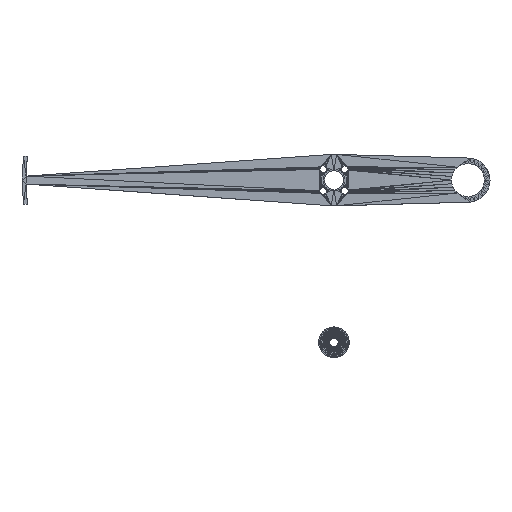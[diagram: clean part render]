
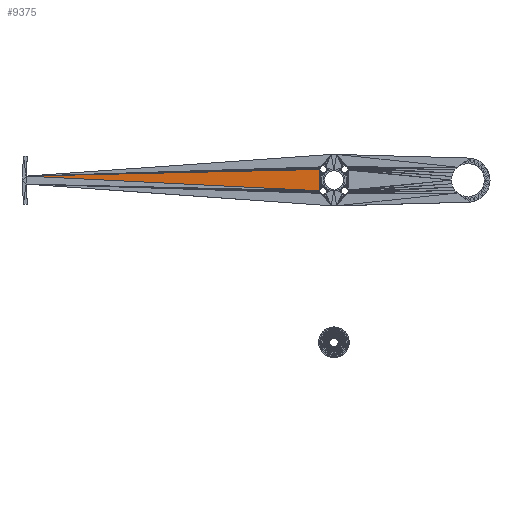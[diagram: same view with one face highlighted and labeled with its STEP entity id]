
A CAD part, top view. The second image highlights one B-rep face of the part: STEP entity #9375.
In plain terms, the highlighted planar face has unit normal (0, 0, 1).
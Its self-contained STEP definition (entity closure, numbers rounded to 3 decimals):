
#200 = VERTEX_POINT('',#201);
#201 = CARTESIAN_POINT('',(-160.969,2.088,14.));
#8945 = VERTEX_POINT('',#8946);
#8946 = CARTESIAN_POINT('',(-7.404,5.565,14.));
#8968 = EDGE_CURVE('',#8945,#8969,#8971,.T.);
#8969 = VERTEX_POINT('',#8970);
#8970 = CARTESIAN_POINT('',(-7.404,-5.565,14.));
#8971 = LINE('',#8972,#8973);
#8972 = CARTESIAN_POINT('',(-7.404,5.565,14.));
#8973 = VECTOR('',#8974,1.);
#8974 = DIRECTION('',(0.,-1.,0.));
#9375 = ADVANCED_FACE('',(#9376),#9391,.T.);
#9376 = FACE_BOUND('',#9377,.T.);
#9377 = EDGE_LOOP('',(#9378,#9384,#9390));
#9378 = ORIENTED_EDGE('',*,*,#9379,.T.);
#9379 = EDGE_CURVE('',#8945,#200,#9380,.T.);
#9380 = LINE('',#9381,#9382);
#9381 = CARTESIAN_POINT('',(-7.404,5.565,14.));
#9382 = VECTOR('',#9383,1.);
#9383 = DIRECTION('',(-1.,-0.023,0.));
#9384 = ORIENTED_EDGE('',*,*,#9385,.T.);
#9385 = EDGE_CURVE('',#200,#8969,#9386,.T.);
#9386 = LINE('',#9387,#9388);
#9387 = CARTESIAN_POINT('',(-160.969,2.088,14.));
#9388 = VECTOR('',#9389,1.);
#9389 = DIRECTION('',(0.999,-0.05,0.));
#9390 = ORIENTED_EDGE('',*,*,#8968,.F.);
#9391 = PLANE('',#9392);
#9392 = AXIS2_PLACEMENT_3D('',#9393,#9394,#9395);
#9393 = CARTESIAN_POINT('',(-81.503,1.006,14.));
#9394 = DIRECTION('',(0.,0.,1.));
#9395 = DIRECTION('',(1.,0.,-0.));
